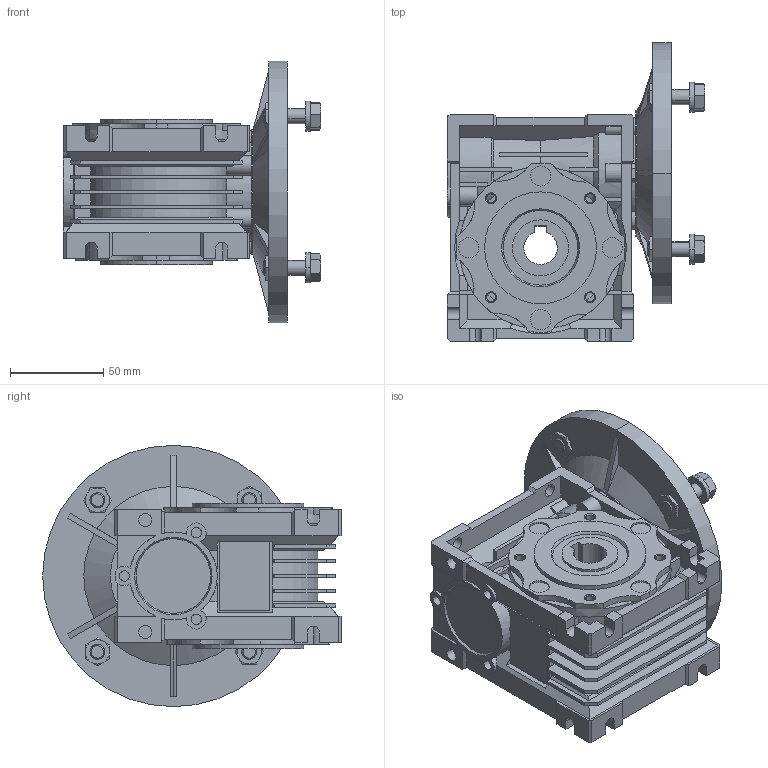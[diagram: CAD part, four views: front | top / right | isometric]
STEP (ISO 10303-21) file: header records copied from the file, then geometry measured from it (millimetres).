
FILE_DESCRIPTION (( 'STEP AP203' ), '1' );
FILE_NAME ('WGA-40M-080-63B5.step', '2025-02-20T17:18:03', ( '' ), ( '' ), 'SwSTEP 2.0', 'SolidWorks 2024', '' );
FILE_SCHEMA (( 'CONFIG_CONTROL_DESIGN' ));
Length unit declared in the file: millimetre
Products named in the file (1): WGA-40M-080-63B5
Bounding box: 137.98 x 160 x 140 mm (x, y, z)
Volume: 749957.3 mm3; surface area: 190617.5 mm2
Topology: 18 solids, 18 shells, 1083 faces, 2826 edges, 1802 vertices
Faces by surface type: plane 592, cylinder 298, cone 185, torus 8
Entity records: 34162 total; most frequent: CARTESIAN_POINT 7447, ORIENTED_EDGE 5632, DIRECTION 5520, EDGE_CURVE 2816, AXIS2_PLACEMENT_3D 1993, VERTEX_POINT 1802, LINE 1534, VECTOR 1534
